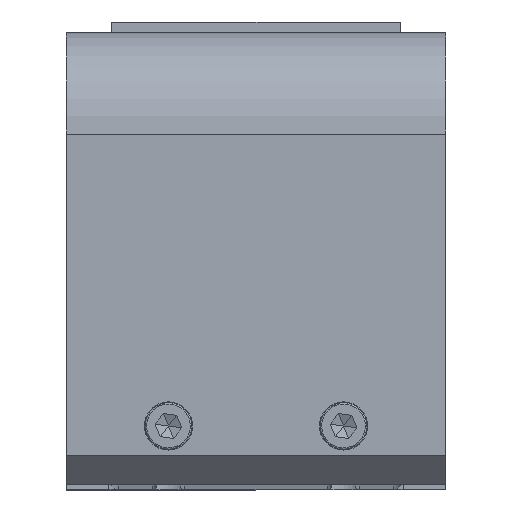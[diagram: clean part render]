
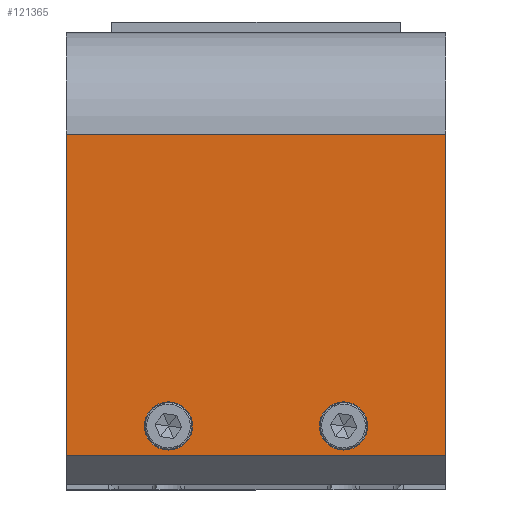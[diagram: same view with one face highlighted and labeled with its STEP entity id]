
A CAD part, top view. The second image highlights one B-rep face of the part: STEP entity #121365.
In plain terms, the highlighted planar face has unit normal (0, 0, 1).
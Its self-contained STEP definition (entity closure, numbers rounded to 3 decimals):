
#1701 = CARTESIAN_POINT ( 'NONE',  ( 208.467, 307.762, 762.525 ) ) ;
#4124 = LINE ( 'NONE', #1701, #41207 ) ;
#4715 = AXIS2_PLACEMENT_3D ( 'NONE', #11118, #87452, #99600 ) ;
#7091 = CARTESIAN_POINT ( 'NONE',  ( 208.467, 307.762, 762.525 ) ) ;
#8137 = DIRECTION ( 'NONE',  ( 0., -1., 0. ) ) ;
#9129 = ORIENTED_EDGE ( 'NONE', *, *, #10032, .T. ) ;
#9731 = EDGE_CURVE ( 'NONE', #110081, #58597, #85230, .T. ) ;
#9987 = VERTEX_POINT ( 'NONE', #39976 ) ;
#10032 = EDGE_CURVE ( 'NONE', #157263, #90206, #4124, .T. ) ;
#10874 = CARTESIAN_POINT ( 'NONE',  ( 208.467, 197.762, 762.525 ) ) ;
#11118 = CARTESIAN_POINT ( 'NONE',  ( 173.467, 207.762, 762.525 ) ) ;
#13513 = EDGE_CURVE ( 'NONE', #157263, #42377, #119383, .T. ) ;
#15726 = AXIS2_PLACEMENT_3D ( 'NONE', #139357, #77809, #30679 ) ;
#16095 = PLANE ( 'NONE',  #91028 ) ;
#27900 = CARTESIAN_POINT ( 'NONE',  ( 121.717, 207.762, 762.525 ) ) ;
#29147 = FACE_BOUND ( 'NONE', #67812, .T. ) ;
#30679 = DIRECTION ( 'NONE',  ( 1., 0., 0. ) ) ;
#30869 = DIRECTION ( 'NONE',  ( 0., 0., 1. ) ) ;
#31392 = AXIS2_PLACEMENT_3D ( 'NONE', #142075, #142919, #65258 ) ;
#33868 = AXIS2_PLACEMENT_3D ( 'NONE', #115274, #30869, #142776 ) ;
#37706 = VERTEX_POINT ( 'NONE', #103467 ) ;
#38660 = VERTEX_POINT ( 'NONE', #27900 ) ;
#39747 = VECTOR ( 'NONE', #84815, 1000. ) ;
#39976 = CARTESIAN_POINT ( 'NONE',  ( 105.217, 207.762, 762.525 ) ) ;
#41207 = VECTOR ( 'NONE', #125867, 1000. ) ;
#42377 = VERTEX_POINT ( 'NONE', #105655 ) ;
#48375 = ORIENTED_EDGE ( 'NONE', *, *, #159234, .F. ) ;
#49337 = CARTESIAN_POINT ( 'NONE',  ( 78.467, 307.762, 762.525 ) ) ;
#50676 = VECTOR ( 'NONE', #8137, 1000. ) ;
#56404 = EDGE_LOOP ( 'NONE', ( #150483, #113100 ) ) ;
#58597 = VERTEX_POINT ( 'NONE', #143480 ) ;
#59788 = EDGE_CURVE ( 'NONE', #42377, #37706, #156975, .T. ) ;
#65155 = CIRCLE ( 'NONE', #15726, 8.25 ) ;
#65258 = DIRECTION ( 'NONE',  ( 1., 0., 0. ) ) ;
#67812 = EDGE_LOOP ( 'NONE', ( #131571, #48375 ) ) ;
#72236 = ORIENTED_EDGE ( 'NONE', *, *, #13513, .F. ) ;
#77809 = DIRECTION ( 'NONE',  ( 0., 0., 1. ) ) ;
#84815 = DIRECTION ( 'NONE',  ( -1., 0., 0. ) ) ;
#85230 = CIRCLE ( 'NONE', #4715, 8.25 ) ;
#87452 = DIRECTION ( 'NONE',  ( 0., 0., 1. ) ) ;
#89220 = FACE_OUTER_BOUND ( 'NONE', #105091, .T. ) ;
#90206 = VERTEX_POINT ( 'NONE', #49337 ) ;
#91028 = AXIS2_PLACEMENT_3D ( 'NONE', #115126, #125624, #151636 ) ;
#99600 = DIRECTION ( 'NONE',  ( 1., 0., 0. ) ) ;
#101352 = CIRCLE ( 'NONE', #31392, 8.25 ) ;
#102150 = FACE_BOUND ( 'NONE', #56404, .T. ) ;
#103218 = ORIENTED_EDGE ( 'NONE', *, *, #59788, .F. ) ;
#103467 = CARTESIAN_POINT ( 'NONE',  ( 78.467, 197.762, 762.525 ) ) ;
#105091 = EDGE_LOOP ( 'NONE', ( #121770, #103218, #72236, #9129 ) ) ;
#105655 = CARTESIAN_POINT ( 'NONE',  ( 208.467, 197.762, 762.525 ) ) ;
#105991 = CARTESIAN_POINT ( 'NONE',  ( 165.217, 207.762, 762.525 ) ) ;
#107605 = EDGE_CURVE ( 'NONE', #38660, #9987, #101352, .T. ) ;
#110081 = VERTEX_POINT ( 'NONE', #105991 ) ;
#111339 = LINE ( 'NONE', #148716, #151723 ) ;
#111545 = CIRCLE ( 'NONE', #33868, 8.25 ) ;
#113100 = ORIENTED_EDGE ( 'NONE', *, *, #9731, .F. ) ;
#115126 = CARTESIAN_POINT ( 'NONE',  ( 208.467, 197.762, 762.525 ) ) ;
#115274 = CARTESIAN_POINT ( 'NONE',  ( 173.467, 207.762, 762.525 ) ) ;
#116188 = EDGE_CURVE ( 'NONE', #90206, #37706, #111339, .T. ) ;
#119383 = LINE ( 'NONE', #132240, #50676 ) ;
#121365 = ADVANCED_FACE ( 'NONE', ( #29147, #102150, #89220 ), #16095, .F. ) ;
#121770 = ORIENTED_EDGE ( 'NONE', *, *, #116188, .T. ) ;
#125624 = DIRECTION ( 'NONE',  ( 0., 0., -1. ) ) ;
#125867 = DIRECTION ( 'NONE',  ( -1., 0., 0. ) ) ;
#131042 = DIRECTION ( 'NONE',  ( 0., -1., 0. ) ) ;
#131571 = ORIENTED_EDGE ( 'NONE', *, *, #107605, .F. ) ;
#132240 = CARTESIAN_POINT ( 'NONE',  ( 208.467, 197.762, 762.525 ) ) ;
#135466 = EDGE_CURVE ( 'NONE', #58597, #110081, #111545, .T. ) ;
#139357 = CARTESIAN_POINT ( 'NONE',  ( 113.467, 207.762, 762.525 ) ) ;
#142075 = CARTESIAN_POINT ( 'NONE',  ( 113.467, 207.762, 762.525 ) ) ;
#142776 = DIRECTION ( 'NONE',  ( 1., 0., 0. ) ) ;
#142919 = DIRECTION ( 'NONE',  ( 0., 0., 1. ) ) ;
#143480 = CARTESIAN_POINT ( 'NONE',  ( 181.717, 207.762, 762.525 ) ) ;
#148716 = CARTESIAN_POINT ( 'NONE',  ( 78.467, 197.762, 762.525 ) ) ;
#150483 = ORIENTED_EDGE ( 'NONE', *, *, #135466, .F. ) ;
#151636 = DIRECTION ( 'NONE',  ( -1., 0., 0. ) ) ;
#151723 = VECTOR ( 'NONE', #131042, 1000. ) ;
#156975 = LINE ( 'NONE', #10874, #39747 ) ;
#157263 = VERTEX_POINT ( 'NONE', #7091 ) ;
#159234 = EDGE_CURVE ( 'NONE', #9987, #38660, #65155, .T. ) ;
